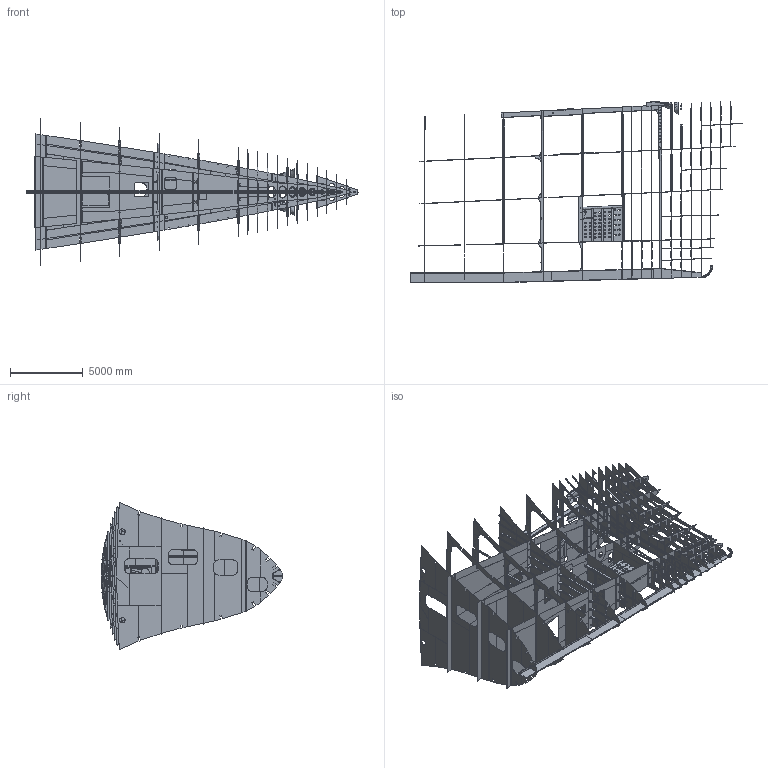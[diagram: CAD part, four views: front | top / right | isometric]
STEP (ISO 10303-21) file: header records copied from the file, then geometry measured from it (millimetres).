
FILE_DESCRIPTION(('FreeCAD Model'),'2;1');
FILE_NAME('Open CASCADE Shape Model','2025-05-05T04:07:57',('FreeCAD'),( 'FreeCAD'),'Open CASCADE STEP processor 7.6','FreeCAD','Unknown');
FILE_SCHEMA(('AUTOMOTIVE_DESIGN { 1 0 10303 214 1 1 1 1 }'));
Products named in the file (1): Open CASCADE STEP translator 7.6 1
Bounding box: 22847.34 x 12471.45 x 10144.09 mm (x, y, z)
Volume: 3829413345.4 mm3; surface area: 1200164856.4 mm2
Topology: 411 solids, 411 shells, 5804 faces, 14826 edges, 9893 vertices
Faces by surface type: bspline 5804
Entity records: 192844 total; most frequent: CARTESIAN_POINT 102315, ORIENTED_EDGE 29652, EDGE_CURVE 14826, B_SPLINE_CURVE_WITH_KNOTS 11991, VERTEX_POINT 9893, FACE_BOUND 6585, EDGE_LOOP 6585, ADVANCED_FACE 5804
